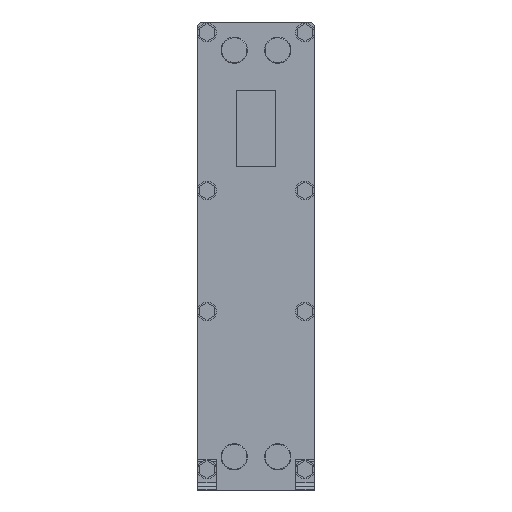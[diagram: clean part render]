
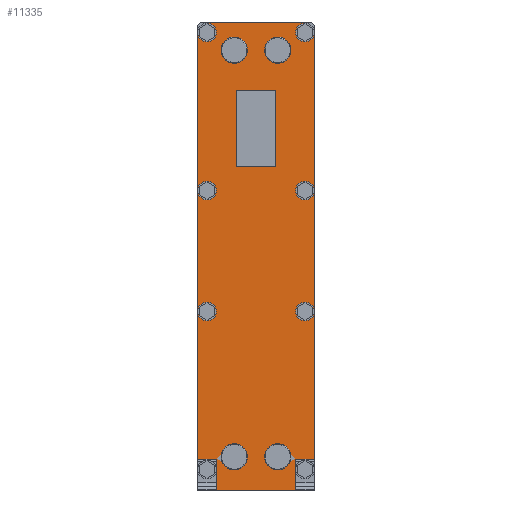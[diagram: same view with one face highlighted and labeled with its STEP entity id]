
A CAD part, front view. The second image highlights one B-rep face of the part: STEP entity #11335.
In plain terms, the highlighted planar face has unit normal (0, -1, 0).
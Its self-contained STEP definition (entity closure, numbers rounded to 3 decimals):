
#1201=FACE_BOUND('',#4638,.T.);
#1202=FACE_BOUND('',#4639,.T.);
#1203=FACE_BOUND('',#4640,.T.);
#1204=FACE_BOUND('',#4641,.T.);
#1205=FACE_BOUND('',#4642,.T.);
#1206=FACE_BOUND('',#4643,.T.);
#1207=FACE_BOUND('',#4644,.T.);
#1208=FACE_BOUND('',#4645,.T.);
#1209=FACE_BOUND('',#4646,.T.);
#1210=FACE_BOUND('',#4647,.T.);
#1211=FACE_BOUND('',#4648,.T.);
#1479=LINE('',#16968,#2759);
#1486=LINE('',#16985,#2766);
#1494=LINE('',#17010,#2774);
#1499=LINE('',#17023,#2779);
#1508=LINE('',#17046,#2788);
#1516=LINE('',#17071,#2796);
#1526=LINE('',#17113,#2806);
#1529=LINE('',#17118,#2809);
#1531=LINE('',#17122,#2811);
#1536=LINE('',#17135,#2816);
#1539=LINE('',#17140,#2819);
#1541=LINE('',#17144,#2821);
#1543=LINE('',#17147,#2823);
#1544=LINE('',#17150,#2824);
#1546=LINE('',#17154,#2826);
#1550=LINE('',#17159,#2830);
#1551=LINE('',#17161,#2831);
#1552=LINE('',#17163,#2832);
#2759=VECTOR('',#13383,1.);
#2766=VECTOR('',#13398,1.);
#2774=VECTOR('',#13426,1.);
#2779=VECTOR('',#13435,1.);
#2788=VECTOR('',#13458,1.);
#2796=VECTOR('',#13486,1.);
#2806=VECTOR('',#13520,10.);
#2809=VECTOR('',#13525,10.);
#2811=VECTOR('',#13529,10.);
#2816=VECTOR('',#13538,10.);
#2819=VECTOR('',#13543,10.);
#2821=VECTOR('',#13547,10.);
#2823=VECTOR('',#13551,10.);
#2824=VECTOR('',#13554,10.);
#2826=VECTOR('',#13558,1.);
#2830=VECTOR('',#13564,1.);
#2831=VECTOR('',#13567,10.);
#2832=VECTOR('',#13570,10.);
#4005=FACE_OUTER_BOUND('',#4637,.T.);
#4637=EDGE_LOOP('',(#8613,#8614,#8615,#8616,#8617,#8618,#8619,#8620,#8621,
#8622,#8623,#8624,#8625,#8626));
#4638=EDGE_LOOP('',(#8627));
#4639=EDGE_LOOP('',(#8628));
#4640=EDGE_LOOP('',(#8629));
#4641=EDGE_LOOP('',(#8630));
#4642=EDGE_LOOP('',(#8631));
#4643=EDGE_LOOP('',(#8632));
#4644=EDGE_LOOP('',(#8633));
#4645=EDGE_LOOP('',(#8634));
#4646=EDGE_LOOP('',(#8635));
#4647=EDGE_LOOP('',(#8636));
#4648=EDGE_LOOP('',(#8637,#8638,#8639,#8640));
#5222=CIRCLE('',#11820,15.);
#5224=CIRCLE('',#11837,15.);
#5226=CIRCLE('',#11842,21.2);
#5229=CIRCLE('',#11848,21.2);
#5232=CIRCLE('',#11854,15.);
#5234=CIRCLE('',#11865,15.);
#5236=CIRCLE('',#11882,15.);
#5238=CIRCLE('',#11893,15.);
#5246=CIRCLE('',#11916,21.2);
#5249=CIRCLE('',#11922,21.2);
#5782=VERTEX_POINT('',#16554);
#5802=VERTEX_POINT('',#16621);
#5804=VERTEX_POINT('',#16628);
#5807=VERTEX_POINT('',#16637);
#5816=VERTEX_POINT('',#16658);
#5830=VERTEX_POINT('',#16701);
#5850=VERTEX_POINT('',#16768);
#5864=VERTEX_POINT('',#16811);
#5886=VERTEX_POINT('',#16879);
#5889=VERTEX_POINT('',#16888);
#5910=VERTEX_POINT('',#16952);
#5914=VERTEX_POINT('',#16964);
#5915=VERTEX_POINT('',#16966);
#5928=VERTEX_POINT('',#17008);
#5929=VERTEX_POINT('',#17012);
#5933=VERTEX_POINT('',#17020);
#5934=VERTEX_POINT('',#17022);
#5948=VERTEX_POINT('',#17069);
#5967=VERTEX_POINT('',#17110);
#5968=VERTEX_POINT('',#17112);
#5969=VERTEX_POINT('',#17116);
#5970=VERTEX_POINT('',#17120);
#5975=VERTEX_POINT('',#17133);
#5976=VERTEX_POINT('',#17134);
#5977=VERTEX_POINT('',#17139);
#5978=VERTEX_POINT('',#17143);
#5979=VERTEX_POINT('',#17149);
#5980=VERTEX_POINT('',#17153);
#6716=EDGE_CURVE('',#5782,#5782,#5222,.T.);
#6748=EDGE_CURVE('',#5802,#5802,#5224,.T.);
#6750=EDGE_CURVE('',#5804,#5804,#5226,.T.);
#6753=EDGE_CURVE('',#5807,#5807,#5229,.T.);
#6762=EDGE_CURVE('',#5816,#5816,#5232,.T.);
#6782=EDGE_CURVE('',#5830,#5830,#5234,.T.);
#6814=EDGE_CURVE('',#5850,#5850,#5236,.T.);
#6834=EDGE_CURVE('',#5864,#5864,#5238,.T.);
#6865=EDGE_CURVE('',#5886,#5886,#5246,.T.);
#6868=EDGE_CURVE('',#5889,#5889,#5249,.T.);
#6905=EDGE_CURVE('',#5914,#5915,#1479,.T.);
#6914=EDGE_CURVE('',#5915,#5910,#1486,.T.);
#6926=EDGE_CURVE('',#5928,#5914,#1494,.T.);
#6931=EDGE_CURVE('',#5934,#5933,#1499,.T.);
#6944=EDGE_CURVE('',#5929,#5934,#1508,.T.);
#6956=EDGE_CURVE('',#5933,#5948,#1516,.T.);
#6976=EDGE_CURVE('',#5968,#5967,#1526,.T.);
#6979=EDGE_CURVE('',#5967,#5969,#1529,.T.);
#6981=EDGE_CURVE('',#5969,#5970,#1531,.T.);
#6986=EDGE_CURVE('',#5975,#5976,#1536,.T.);
#6989=EDGE_CURVE('',#5976,#5977,#1539,.T.);
#6991=EDGE_CURVE('',#5977,#5978,#1541,.T.);
#6993=EDGE_CURVE('',#5978,#5975,#1543,.T.);
#6994=EDGE_CURVE('',#5970,#5979,#1544,.T.);
#6996=EDGE_CURVE('',#5980,#5968,#1546,.T.);
#7000=EDGE_CURVE('',#5948,#5928,#1550,.T.);
#7001=EDGE_CURVE('',#5979,#5929,#1551,.T.);
#7002=EDGE_CURVE('',#5910,#5980,#1552,.T.);
#8613=ORIENTED_EDGE('',*,*,#6914,.T.);
#8614=ORIENTED_EDGE('',*,*,#7002,.T.);
#8615=ORIENTED_EDGE('',*,*,#6996,.T.);
#8616=ORIENTED_EDGE('',*,*,#6976,.T.);
#8617=ORIENTED_EDGE('',*,*,#6979,.T.);
#8618=ORIENTED_EDGE('',*,*,#6981,.T.);
#8619=ORIENTED_EDGE('',*,*,#6994,.T.);
#8620=ORIENTED_EDGE('',*,*,#7001,.T.);
#8621=ORIENTED_EDGE('',*,*,#6944,.T.);
#8622=ORIENTED_EDGE('',*,*,#6931,.T.);
#8623=ORIENTED_EDGE('',*,*,#6956,.T.);
#8624=ORIENTED_EDGE('',*,*,#7000,.T.);
#8625=ORIENTED_EDGE('',*,*,#6926,.T.);
#8626=ORIENTED_EDGE('',*,*,#6905,.T.);
#8627=ORIENTED_EDGE('',*,*,#6716,.T.);
#8628=ORIENTED_EDGE('',*,*,#6748,.T.);
#8629=ORIENTED_EDGE('',*,*,#6750,.T.);
#8630=ORIENTED_EDGE('',*,*,#6753,.T.);
#8631=ORIENTED_EDGE('',*,*,#6762,.T.);
#8632=ORIENTED_EDGE('',*,*,#6782,.T.);
#8633=ORIENTED_EDGE('',*,*,#6814,.T.);
#8634=ORIENTED_EDGE('',*,*,#6834,.T.);
#8635=ORIENTED_EDGE('',*,*,#6865,.T.);
#8636=ORIENTED_EDGE('',*,*,#6868,.T.);
#8637=ORIENTED_EDGE('',*,*,#6993,.T.);
#8638=ORIENTED_EDGE('',*,*,#6986,.T.);
#8639=ORIENTED_EDGE('',*,*,#6989,.T.);
#8640=ORIENTED_EDGE('',*,*,#6991,.T.);
#10873=PLANE('',#12003);
#11335=ADVANCED_FACE('',(#4005,#1201,#1202,#1203,#1204,#1205,#1206,#1207,
#1208,#1209,#1210,#1211),#10873,.F.);
#11820=AXIS2_PLACEMENT_3D('',#16555,#12977,#12978);
#11837=AXIS2_PLACEMENT_3D('',#16622,#13041,#13042);
#11842=AXIS2_PLACEMENT_3D('',#16629,#13051,#13052);
#11848=AXIS2_PLACEMENT_3D('',#16638,#13063,#13064);
#11854=AXIS2_PLACEMENT_3D('',#16659,#13081,#13082);
#11865=AXIS2_PLACEMENT_3D('',#16702,#13121,#13122);
#11882=AXIS2_PLACEMENT_3D('',#16769,#13185,#13186);
#11893=AXIS2_PLACEMENT_3D('',#16812,#13225,#13226);
#11916=AXIS2_PLACEMENT_3D('',#16880,#13294,#13295);
#11922=AXIS2_PLACEMENT_3D('',#16889,#13306,#13307);
#12003=AXIS2_PLACEMENT_3D('',#17164,#13571,#13572);
#12977=DIRECTION('center_axis',(0.,1.,0.));
#12978=DIRECTION('ref_axis',(-1.,0.,0.));
#13041=DIRECTION('center_axis',(0.,1.,0.));
#13042=DIRECTION('ref_axis',(-1.,0.,0.));
#13051=DIRECTION('center_axis',(0.,1.,0.));
#13052=DIRECTION('ref_axis',(-1.,0.,0.));
#13063=DIRECTION('center_axis',(0.,1.,0.));
#13064=DIRECTION('ref_axis',(-1.,0.,0.));
#13081=DIRECTION('center_axis',(0.,1.,0.));
#13082=DIRECTION('ref_axis',(-1.,0.,0.));
#13121=DIRECTION('center_axis',(0.,1.,0.));
#13122=DIRECTION('ref_axis',(-1.,0.,0.));
#13185=DIRECTION('center_axis',(0.,1.,0.));
#13186=DIRECTION('ref_axis',(-1.,0.,0.));
#13225=DIRECTION('center_axis',(0.,1.,0.));
#13226=DIRECTION('ref_axis',(-1.,0.,0.));
#13294=DIRECTION('center_axis',(0.,1.,0.));
#13295=DIRECTION('ref_axis',(-1.,0.,0.));
#13306=DIRECTION('center_axis',(0.,1.,0.));
#13307=DIRECTION('ref_axis',(-1.,0.,0.));
#13383=DIRECTION('',(1.,0.,0.));
#13398=DIRECTION('',(0.,0.,-1.));
#13426=DIRECTION('',(0.,0.,1.));
#13435=DIRECTION('',(1.,0.,0.));
#13458=DIRECTION('',(0.,0.,1.));
#13486=DIRECTION('',(0.,0.,-1.));
#13520=DIRECTION('',(-0.707,0.,0.707));
#13525=DIRECTION('',(-1.,0.,0.));
#13529=DIRECTION('',(-0.707,0.,-0.707));
#13538=DIRECTION('',(1.,0.,0.));
#13543=DIRECTION('',(0.,0.,-1.));
#13547=DIRECTION('',(-1.,0.,0.));
#13551=DIRECTION('',(0.,0.,1.));
#13554=DIRECTION('',(0.,0.,-1.));
#13558=DIRECTION('',(0.,0.,1.));
#13564=DIRECTION('',(1.,0.,0.));
#13567=DIRECTION('',(0.707,0.,-0.707));
#13570=DIRECTION('',(0.707,0.,0.707));
#13571=DIRECTION('center_axis',(0.,1.,0.));
#13572=DIRECTION('ref_axis',(-1.,0.,0.));
#16554=CARTESIAN_POINT('',(94.,-25.,738.));
#16555=CARTESIAN_POINT('Origin',(79.,-25.,738.));
#16621=CARTESIAN_POINT('',(-64.,-25.,738.));
#16622=CARTESIAN_POINT('Origin',(-79.,-25.,738.));
#16628=CARTESIAN_POINT('',(56.2,-25.,709.5));
#16629=CARTESIAN_POINT('Origin',(35.,-25.,709.5));
#16637=CARTESIAN_POINT('',(-13.8,-25.,709.5));
#16638=CARTESIAN_POINT('Origin',(-35.,-25.,709.5));
#16658=CARTESIAN_POINT('',(94.,-25.,483.));
#16659=CARTESIAN_POINT('Origin',(79.,-25.,483.));
#16701=CARTESIAN_POINT('',(94.,-25.,288.));
#16702=CARTESIAN_POINT('Origin',(79.,-25.,288.));
#16768=CARTESIAN_POINT('',(-64.,-25.,288.));
#16769=CARTESIAN_POINT('Origin',(-79.,-25.,288.));
#16811=CARTESIAN_POINT('',(-64.,-25.,483.));
#16812=CARTESIAN_POINT('Origin',(-79.,-25.,483.));
#16879=CARTESIAN_POINT('',(56.2,-25.,53.5));
#16880=CARTESIAN_POINT('Origin',(35.,-25.,53.5));
#16888=CARTESIAN_POINT('',(-13.8,-25.,53.5));
#16889=CARTESIAN_POINT('Origin',(-35.,-25.,53.5));
#16952=CARTESIAN_POINT('',(94.,-25.,4.));
#16964=CARTESIAN_POINT('',(64.,-25.,50.));
#16966=CARTESIAN_POINT('',(94.,-25.,50.));
#16968=CARTESIAN_POINT('',(0.,-25.,50.));
#16985=CARTESIAN_POINT('',(94.,-25.,28.928));
#17008=CARTESIAN_POINT('',(64.,-25.,0.));
#17010=CARTESIAN_POINT('',(64.,-25.,28.928));
#17012=CARTESIAN_POINT('',(-94.,-25.,4.));
#17020=CARTESIAN_POINT('',(-64.,-25.,50.));
#17022=CARTESIAN_POINT('',(-94.,-25.,50.));
#17023=CARTESIAN_POINT('',(0.,-25.,50.));
#17046=CARTESIAN_POINT('',(-94.,-25.,28.928));
#17069=CARTESIAN_POINT('',(-64.,-25.,0.));
#17071=CARTESIAN_POINT('',(-64.,-25.,28.928));
#17110=CARTESIAN_POINT('',(90.,-25.,755.));
#17112=CARTESIAN_POINT('',(95.,-25.,750.));
#17113=CARTESIAN_POINT('',(90.,-25.,755.));
#17116=CARTESIAN_POINT('',(-90.,-25.,755.));
#17118=CARTESIAN_POINT('',(-90.,-25.,755.));
#17120=CARTESIAN_POINT('',(-95.,-25.,750.));
#17122=CARTESIAN_POINT('',(-95.,-25.,750.));
#17133=CARTESIAN_POINT('',(-32.25,-25.,645.));
#17134=CARTESIAN_POINT('',(32.25,-25.,645.));
#17135=CARTESIAN_POINT('',(-16.125,-25.,645.));
#17139=CARTESIAN_POINT('',(32.25,-25.,521.2));
#17140=CARTESIAN_POINT('',(32.25,-25.,581.75));
#17143=CARTESIAN_POINT('',(-32.25,-25.,521.2));
#17144=CARTESIAN_POINT('',(16.125,-25.,521.2));
#17147=CARTESIAN_POINT('',(-32.25,-25.,519.85));
#17149=CARTESIAN_POINT('',(-95.,-25.,5.));
#17150=CARTESIAN_POINT('',(-95.,-25.,5.));
#17153=CARTESIAN_POINT('',(95.,-25.,5.));
#17154=CARTESIAN_POINT('',(95.,-25.,86.147));
#17159=CARTESIAN_POINT('',(-45.,-25.,0.));
#17161=CARTESIAN_POINT('',(-90.,-25.,0.));
#17163=CARTESIAN_POINT('',(95.,-25.,5.));
#17164=CARTESIAN_POINT('Origin',(0.,-25.,43.073));
